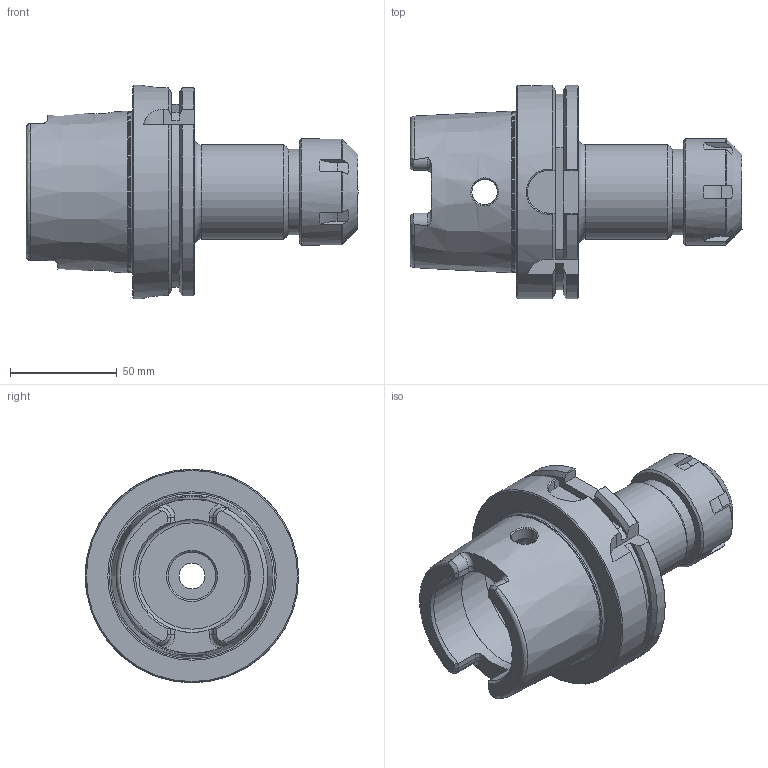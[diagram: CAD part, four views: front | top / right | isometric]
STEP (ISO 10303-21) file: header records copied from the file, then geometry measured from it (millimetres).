
FILE_DESCRIPTION((''),'2;1');
FILE_NAME('H100-32ERC416.stp','2014-08-11T09:11:48',('kaykin'),(''),'Autodesk Inventor 2012','Autodesk Inventor 2012','');
FILE_SCHEMA(('AUTOMOTIVE_DESIGN { 1 0 10303 214 1 1 1 1 }'));
Length unit declared in the file: inch
Products named in the file (3): H100-32ERC416; H100-32ER4-1; 32ERCN
Assembly tree (2 placements, depth 2):
  H100-32ERC416
    H100-32ER4-1
    32ERCN
Bounding box: 155.66 x 100 x 100 mm (x, y, z)
Volume: 334025.3 mm3; surface area: 71771 mm2
Topology: 2 solids, 2 shells, 176 faces, 456 edges, 291 vertices
Faces by surface type: plane 68, cylinder 48, cone 30, torus 19, bspline 11
Full cylindrical faces by diameter (mm): 10 x1, 12 x3, 18.923 x1, 22.377 x1, 23.165 x1, 23.495 x1, 25.016 x1, 27 x1, 33 x1, 38.65 x1, 40 x1, 41 x1, 44.45 x1, 50 x1, 53 x2, 63 x1, 75.364 x1, 100 x1
Entity records: 6120 total; most frequent: CARTESIAN_POINT 2073, ORIENTED_EDGE 796, DIRECTION 751, EDGE_CURVE 398, AXIS2_PLACEMENT_3D 315, VERTEX_POINT 277, EDGE_LOOP 235, FACE_OUTER_BOUND 176
